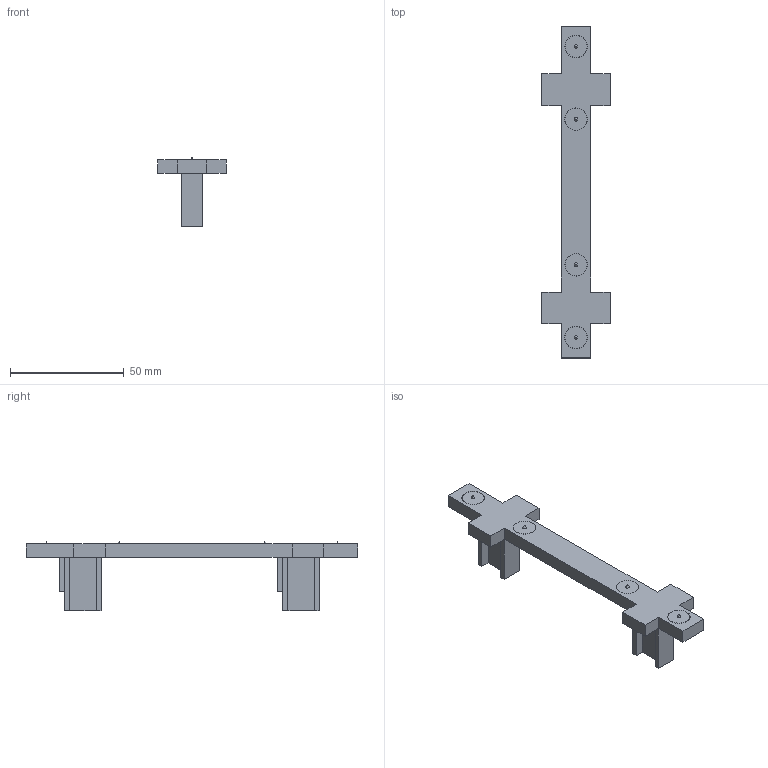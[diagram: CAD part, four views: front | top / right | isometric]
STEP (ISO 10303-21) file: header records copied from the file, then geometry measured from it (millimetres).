
FILE_DESCRIPTION (( 'STEP AP214' ), '1' );
FILE_NAME ('F007542,F007543_3D.step', '2023-08-22T11:10:55', ( '' ), ( '' ), 'SwSTEP 2.0', 'SolidWorks 2020', '' );
FILE_SCHEMA (( 'AUTOMOTIVE_DESIGN' ));
Length unit declared in the file: millimetre
Products named in the file (1): F007542,F007543_3D
Bounding box: 30 x 146 x 30.7 mm (x, y, z)
Volume: 17251.3 mm3; surface area: 10379.2 mm2
Topology: 1 solids, 1 shells, 92 faces, 228 edges, 152 vertices
Faces by surface type: plane 68, cylinder 16, cone 8
Entity records: 2754 total; most frequent: CARTESIAN_POINT 473, DIRECTION 462, ORIENTED_EDGE 456, EDGE_CURVE 228, VECTOR 180, LINE 180, VERTEX_POINT 152, AXIS2_PLACEMENT_3D 141
